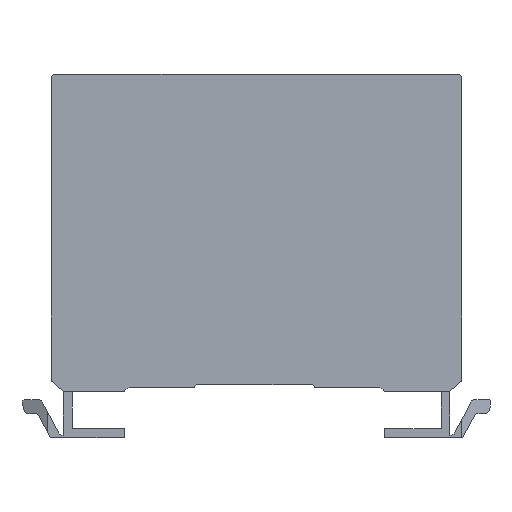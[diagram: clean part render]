
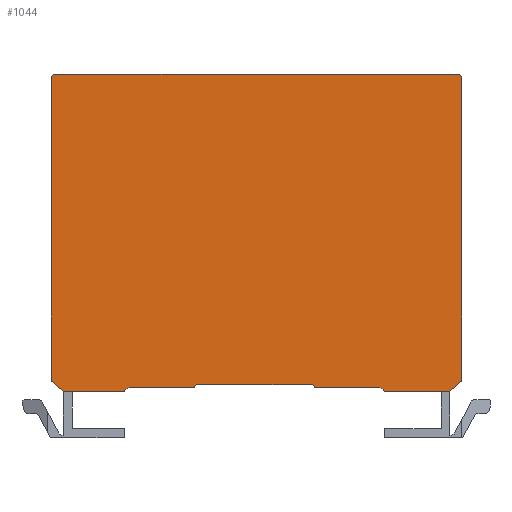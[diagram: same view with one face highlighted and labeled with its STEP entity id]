
A CAD part, left-side view. The second image highlights one B-rep face of the part: STEP entity #1044.
In plain terms, the highlighted planar face has unit normal (-1, 0, 0).
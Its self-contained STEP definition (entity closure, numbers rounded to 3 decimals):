
#46=FACE_OUTER_BOUND('',#122,.T.);
#122=EDGE_LOOP('',(#648,#649,#650,#651,#652,#653,#654,#655,#656,#657,#658,
#659,#660,#661,#662,#663,#664,#665,#666,#667,#668,#669,#670,#671,#672,#673));
#172=VERTEX_POINT('',#2059);
#173=VERTEX_POINT('',#2060);
#176=VERTEX_POINT('',#2068);
#178=VERTEX_POINT('',#2074);
#202=VERTEX_POINT('',#2126);
#203=VERTEX_POINT('',#2130);
#204=VERTEX_POINT('',#2134);
#205=VERTEX_POINT('',#2135);
#206=VERTEX_POINT('',#2140);
#207=VERTEX_POINT('',#2144);
#208=VERTEX_POINT('',#2148);
#209=VERTEX_POINT('',#2152);
#210=VERTEX_POINT('',#2156);
#211=VERTEX_POINT('',#2160);
#212=VERTEX_POINT('',#2164);
#213=VERTEX_POINT('',#2168);
#214=VERTEX_POINT('',#2172);
#215=VERTEX_POINT('',#2176);
#216=VERTEX_POINT('',#2180);
#217=VERTEX_POINT('',#2184);
#218=VERTEX_POINT('',#2188);
#219=VERTEX_POINT('',#2192);
#220=VERTEX_POINT('',#2196);
#221=VERTEX_POINT('',#2200);
#222=VERTEX_POINT('',#2204);
#223=VERTEX_POINT('',#2208);
#312=EDGE_CURVE('',#172,#173,#1136,.T.);
#316=EDGE_CURVE('',#176,#172,#1140,.T.);
#319=EDGE_CURVE('',#178,#176,#1143,.T.);
#345=EDGE_CURVE('',#173,#202,#1169,.T.);
#347=EDGE_CURVE('',#202,#203,#1171,.T.);
#349=EDGE_CURVE('',#204,#205,#1173,.T.);
#352=EDGE_CURVE('',#206,#204,#1176,.T.);
#354=EDGE_CURVE('',#207,#206,#1178,.T.);
#356=EDGE_CURVE('',#208,#207,#1180,.T.);
#358=EDGE_CURVE('',#209,#208,#1182,.T.);
#360=EDGE_CURVE('',#210,#209,#1184,.T.);
#362=EDGE_CURVE('',#211,#210,#1186,.T.);
#364=EDGE_CURVE('',#212,#211,#1188,.T.);
#366=EDGE_CURVE('',#213,#212,#1190,.T.);
#368=EDGE_CURVE('',#214,#213,#1192,.T.);
#370=EDGE_CURVE('',#215,#214,#1194,.T.);
#372=EDGE_CURVE('',#216,#215,#1196,.T.);
#374=EDGE_CURVE('',#217,#216,#1198,.T.);
#376=EDGE_CURVE('',#218,#217,#1200,.T.);
#378=EDGE_CURVE('',#219,#218,#1202,.T.);
#380=EDGE_CURVE('',#220,#219,#1204,.T.);
#382=EDGE_CURVE('',#221,#220,#1206,.T.);
#384=EDGE_CURVE('',#222,#221,#1208,.T.);
#386=EDGE_CURVE('',#223,#222,#1210,.T.);
#388=EDGE_CURVE('',#203,#223,#1212,.T.);
#389=EDGE_CURVE('',#205,#178,#1213,.T.);
#648=ORIENTED_EDGE('',*,*,#345,.F.);
#649=ORIENTED_EDGE('',*,*,#312,.F.);
#650=ORIENTED_EDGE('',*,*,#316,.F.);
#651=ORIENTED_EDGE('',*,*,#319,.F.);
#652=ORIENTED_EDGE('',*,*,#389,.F.);
#653=ORIENTED_EDGE('',*,*,#349,.F.);
#654=ORIENTED_EDGE('',*,*,#352,.F.);
#655=ORIENTED_EDGE('',*,*,#354,.F.);
#656=ORIENTED_EDGE('',*,*,#356,.F.);
#657=ORIENTED_EDGE('',*,*,#358,.F.);
#658=ORIENTED_EDGE('',*,*,#360,.F.);
#659=ORIENTED_EDGE('',*,*,#362,.F.);
#660=ORIENTED_EDGE('',*,*,#364,.F.);
#661=ORIENTED_EDGE('',*,*,#366,.F.);
#662=ORIENTED_EDGE('',*,*,#368,.F.);
#663=ORIENTED_EDGE('',*,*,#370,.F.);
#664=ORIENTED_EDGE('',*,*,#372,.F.);
#665=ORIENTED_EDGE('',*,*,#374,.F.);
#666=ORIENTED_EDGE('',*,*,#376,.F.);
#667=ORIENTED_EDGE('',*,*,#378,.F.);
#668=ORIENTED_EDGE('',*,*,#380,.F.);
#669=ORIENTED_EDGE('',*,*,#382,.F.);
#670=ORIENTED_EDGE('',*,*,#384,.F.);
#671=ORIENTED_EDGE('',*,*,#386,.F.);
#672=ORIENTED_EDGE('',*,*,#388,.F.);
#673=ORIENTED_EDGE('',*,*,#347,.F.);
#968=PLANE('',#1595);
#1044=ADVANCED_FACE('',(#46),#968,.T.);
#1136=LINE('',#2061,#1358);
#1140=LINE('',#2069,#1362);
#1143=LINE('',#2075,#1365);
#1169=LINE('',#2127,#1391);
#1171=LINE('',#2131,#1393);
#1173=LINE('',#2136,#1395);
#1176=LINE('',#2141,#1398);
#1178=LINE('',#2145,#1400);
#1180=LINE('',#2149,#1402);
#1182=LINE('',#2153,#1404);
#1184=LINE('',#2157,#1406);
#1186=LINE('',#2161,#1408);
#1188=LINE('',#2165,#1410);
#1190=LINE('',#2169,#1412);
#1192=LINE('',#2173,#1414);
#1194=LINE('',#2177,#1416);
#1196=LINE('',#2181,#1418);
#1198=LINE('',#2185,#1420);
#1200=LINE('',#2189,#1422);
#1202=LINE('',#2193,#1424);
#1204=LINE('',#2197,#1426);
#1206=LINE('',#2201,#1428);
#1208=LINE('',#2205,#1430);
#1210=LINE('',#2209,#1432);
#1212=LINE('',#2212,#1434);
#1213=LINE('',#2214,#1435);
#1358=VECTOR('',#1661,1.);
#1362=VECTOR('',#1667,1.);
#1365=VECTOR('',#1672,1.);
#1391=VECTOR('',#1702,1.);
#1393=VECTOR('',#1706,1.);
#1395=VECTOR('',#1710,1.);
#1398=VECTOR('',#1715,1.);
#1400=VECTOR('',#1719,1.);
#1402=VECTOR('',#1723,1.);
#1404=VECTOR('',#1727,1.);
#1406=VECTOR('',#1731,1.);
#1408=VECTOR('',#1735,1.);
#1410=VECTOR('',#1739,1.);
#1412=VECTOR('',#1743,1.);
#1414=VECTOR('',#1747,1.);
#1416=VECTOR('',#1751,1.);
#1418=VECTOR('',#1755,1.);
#1420=VECTOR('',#1759,1.);
#1422=VECTOR('',#1763,1.);
#1424=VECTOR('',#1767,1.);
#1426=VECTOR('',#1771,1.);
#1428=VECTOR('',#1775,1.);
#1430=VECTOR('',#1779,1.);
#1432=VECTOR('',#1783,1.);
#1434=VECTOR('',#1787,1.);
#1435=VECTOR('',#1790,1.);
#1595=AXIS2_PLACEMENT_3D('',#2213,#1788,#1789);
#1661=DIRECTION('',(0.,-0.707,-0.707));
#1667=DIRECTION('',(0.,-1.,0.));
#1672=DIRECTION('',(0.,-0.707,0.707));
#1702=DIRECTION('',(0.,0.,-1.));
#1706=DIRECTION('',(0.,0.753,-0.658));
#1710=DIRECTION('',(0.,0.753,0.658));
#1715=DIRECTION('',(0.,1.,0.));
#1719=DIRECTION('',(0.,0.197,-0.98));
#1723=DIRECTION('',(0.,0.555,-0.832));
#1727=DIRECTION('',(0.,0.831,-0.556));
#1731=DIRECTION('',(0.,0.98,-0.197));
#1735=DIRECTION('',(0.,1.,0.));
#1739=DIRECTION('',(0.,0.189,-0.982));
#1743=DIRECTION('',(0.,0.552,-0.834));
#1747=DIRECTION('',(0.,0.834,-0.552));
#1751=DIRECTION('',(0.,0.982,-0.189));
#1755=DIRECTION('',(0.,1.,0.));
#1759=DIRECTION('',(0.,0.834,0.552));
#1763=DIRECTION('',(0.,0.552,0.834));
#1767=DIRECTION('',(0.,0.201,0.98));
#1771=DIRECTION('',(0.,1.,0.));
#1775=DIRECTION('',(0.,0.98,0.197));
#1779=DIRECTION('',(0.,0.831,0.556));
#1783=DIRECTION('',(0.,0.56,0.829));
#1787=DIRECTION('',(0.,1.,0.));
#1788=DIRECTION('center_axis',(-1.,0.,0.));
#1789=DIRECTION('ref_axis',(0.,0.,1.));
#1790=DIRECTION('',(0.,0.,1.));
#2059=CARTESIAN_POINT('',(0.,-20.425,31.015));
#2060=CARTESIAN_POINT('',(0.,-20.676,30.764));
#2061=CARTESIAN_POINT('',(0.,-20.676,30.764));
#2068=CARTESIAN_POINT('',(0.,20.074,31.015));
#2069=CARTESIAN_POINT('',(0.,-20.425,31.015));
#2074=CARTESIAN_POINT('',(0.,20.325,30.764));
#2075=CARTESIAN_POINT('',(0.,20.074,31.015));
#2126=CARTESIAN_POINT('',(0.,-20.676,0.365));
#2127=CARTESIAN_POINT('',(0.,-20.676,0.365));
#2130=CARTESIAN_POINT('',(0.,-19.476,-0.685));
#2131=CARTESIAN_POINT('',(0.,-19.476,-0.685));
#2134=CARTESIAN_POINT('',(0.,19.124,-0.685));
#2135=CARTESIAN_POINT('',(0.,20.325,0.365));
#2136=CARTESIAN_POINT('',(0.,20.325,0.365));
#2140=CARTESIAN_POINT('',(0.,13.017,-0.685));
#2141=CARTESIAN_POINT('',(0.,19.124,-0.685));
#2144=CARTESIAN_POINT('',(0.,13.002,-0.608));
#2145=CARTESIAN_POINT('',(0.,13.017,-0.685));
#2148=CARTESIAN_POINT('',(0.,12.894,-0.446));
#2149=CARTESIAN_POINT('',(0.,13.002,-0.608));
#2152=CARTESIAN_POINT('',(0.,12.732,-0.338));
#2153=CARTESIAN_POINT('',(0.,12.894,-0.446));
#2156=CARTESIAN_POINT('',(0.,12.54,-0.299));
#2157=CARTESIAN_POINT('',(0.,12.732,-0.338));
#2160=CARTESIAN_POINT('',(0.,6.04,-0.299));
#2161=CARTESIAN_POINT('',(0.,12.54,-0.299));
#2164=CARTESIAN_POINT('',(0.,6.018,-0.185));
#2165=CARTESIAN_POINT('',(0.,6.04,-0.299));
#2168=CARTESIAN_POINT('',(0.,5.953,-0.087));
#2169=CARTESIAN_POINT('',(0.,6.018,-0.185));
#2172=CARTESIAN_POINT('',(0.,5.855,-0.022));
#2173=CARTESIAN_POINT('',(0.,5.953,-0.087));
#2176=CARTESIAN_POINT('',(0.,5.741,0.));
#2177=CARTESIAN_POINT('',(0.,5.855,-0.022));
#2180=CARTESIAN_POINT('',(0.,-5.741,0.));
#2181=CARTESIAN_POINT('',(0.,5.741,0.));
#2184=CARTESIAN_POINT('',(0.,-5.872,-0.087));
#2185=CARTESIAN_POINT('',(0.,-5.741,0.));
#2188=CARTESIAN_POINT('',(0.,-5.937,-0.185));
#2189=CARTESIAN_POINT('',(0.,-5.872,-0.087));
#2192=CARTESIAN_POINT('',(0.,-5.96,-0.299));
#2193=CARTESIAN_POINT('',(0.,-5.937,-0.185));
#2196=CARTESIAN_POINT('',(0.,-12.459,-0.299));
#2197=CARTESIAN_POINT('',(0.,-5.96,-0.299));
#2200=CARTESIAN_POINT('',(0.,-12.651,-0.338));
#2201=CARTESIAN_POINT('',(0.,-12.459,-0.299));
#2204=CARTESIAN_POINT('',(0.,-12.813,-0.446));
#2205=CARTESIAN_POINT('',(0.,-12.651,-0.338));
#2208=CARTESIAN_POINT('',(0.,-12.974,-0.685));
#2209=CARTESIAN_POINT('',(0.,-12.813,-0.446));
#2212=CARTESIAN_POINT('',(0.,-12.974,-0.685));
#2213=CARTESIAN_POINT('Origin',(0.,-0.173,
15.724));
#2214=CARTESIAN_POINT('',(0.,20.325,31.615));
